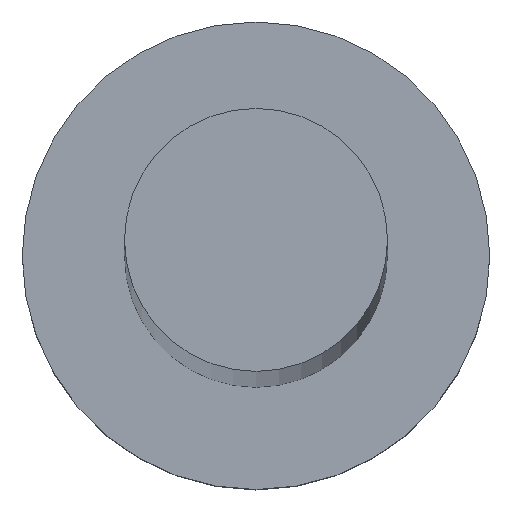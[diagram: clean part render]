
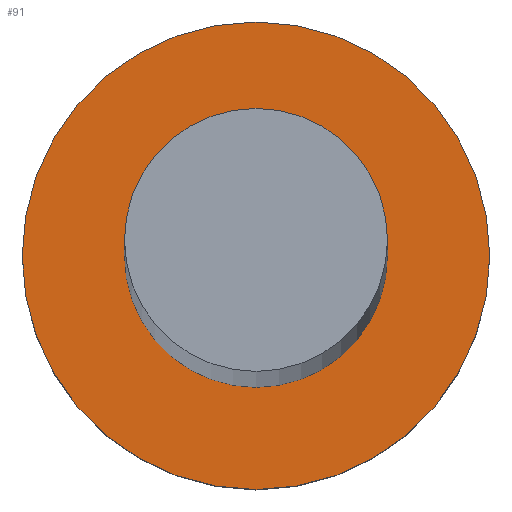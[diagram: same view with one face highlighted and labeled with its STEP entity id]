
A CAD part, top view. The second image highlights one B-rep face of the part: STEP entity #91.
In plain terms, the highlighted planar face has unit normal (0, 0, 1).
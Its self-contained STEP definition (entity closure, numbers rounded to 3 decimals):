
#34 = EDGE_CURVE ( 'NONE', #109, #242, #134, .T. ) ;
#37 = CARTESIAN_POINT ( 'NONE',  ( 0., 0., 4. ) ) ;
#38 = EDGE_CURVE ( 'NONE', #126, #100, #61, .T. ) ;
#40 = DIRECTION ( 'NONE',  ( 1., 0., 0. ) ) ;
#41 = ORIENTED_EDGE ( 'NONE', *, *, #34, .F. ) ;
#43 = EDGE_LOOP ( 'NONE', ( #208, #124 ) ) ;
#55 = DIRECTION ( 'NONE',  ( 0., 0., 1. ) ) ;
#57 = AXIS2_PLACEMENT_3D ( 'NONE', #92, #130, #248 ) ;
#61 = CIRCLE ( 'NONE', #57, 4. ) ;
#63 = DIRECTION ( 'NONE',  ( 0., 0., 1. ) ) ;
#85 = FACE_OUTER_BOUND ( 'NONE', #43, .T. ) ;
#86 = DIRECTION ( 'NONE',  ( 1., 0., 0. ) ) ;
#91 = ADVANCED_FACE ( 'NONE', ( #112, #85 ), #232, .T. ) ;
#92 = CARTESIAN_POINT ( 'NONE',  ( 0., 0., 4. ) ) ;
#100 = VERTEX_POINT ( 'NONE', #246 ) ;
#101 = CARTESIAN_POINT ( 'NONE',  ( 2.25, 0., 4. ) ) ;
#103 = AXIS2_PLACEMENT_3D ( 'NONE', #37, #119, #202 ) ;
#109 = VERTEX_POINT ( 'NONE', #154 ) ;
#112 = FACE_BOUND ( 'NONE', #227, .T. ) ;
#117 = CIRCLE ( 'NONE', #103, 2.25 ) ;
#119 = DIRECTION ( 'NONE',  ( 0., 0., 1. ) ) ;
#122 = ORIENTED_EDGE ( 'NONE', *, *, #238, .F. ) ;
#123 = CARTESIAN_POINT ( 'NONE',  ( 0., 0., 4. ) ) ;
#124 = ORIENTED_EDGE ( 'NONE', *, *, #228, .T. ) ;
#126 = VERTEX_POINT ( 'NONE', #133 ) ;
#128 = AXIS2_PLACEMENT_3D ( 'NONE', #123, #171, #86 ) ;
#130 = DIRECTION ( 'NONE',  ( 0., 0., 1. ) ) ;
#133 = CARTESIAN_POINT ( 'NONE',  ( -4., 0., 4. ) ) ;
#134 = CIRCLE ( 'NONE', #128, 2.25 ) ;
#154 = CARTESIAN_POINT ( 'NONE',  ( -2.25, 0., 4. ) ) ;
#162 = AXIS2_PLACEMENT_3D ( 'NONE', #245, #63, #189 ) ;
#167 = AXIS2_PLACEMENT_3D ( 'NONE', #199, #55, #40 ) ;
#171 = DIRECTION ( 'NONE',  ( 0., 0., 1. ) ) ;
#189 = DIRECTION ( 'NONE',  ( 1., 0., 0. ) ) ;
#199 = CARTESIAN_POINT ( 'NONE',  ( 0., 0., 4. ) ) ;
#202 = DIRECTION ( 'NONE',  ( 1., 0., 0. ) ) ;
#208 = ORIENTED_EDGE ( 'NONE', *, *, #38, .T. ) ;
#213 = CIRCLE ( 'NONE', #167, 4. ) ;
#227 = EDGE_LOOP ( 'NONE', ( #41, #122 ) ) ;
#228 = EDGE_CURVE ( 'NONE', #100, #126, #213, .T. ) ;
#232 = PLANE ( 'NONE',  #162 ) ;
#238 = EDGE_CURVE ( 'NONE', #242, #109, #117, .T. ) ;
#242 = VERTEX_POINT ( 'NONE', #101 ) ;
#245 = CARTESIAN_POINT ( 'NONE',  ( 0., 0., 4. ) ) ;
#246 = CARTESIAN_POINT ( 'NONE',  ( 4., 0., 4. ) ) ;
#248 = DIRECTION ( 'NONE',  ( 1., 0., 0. ) ) ;
